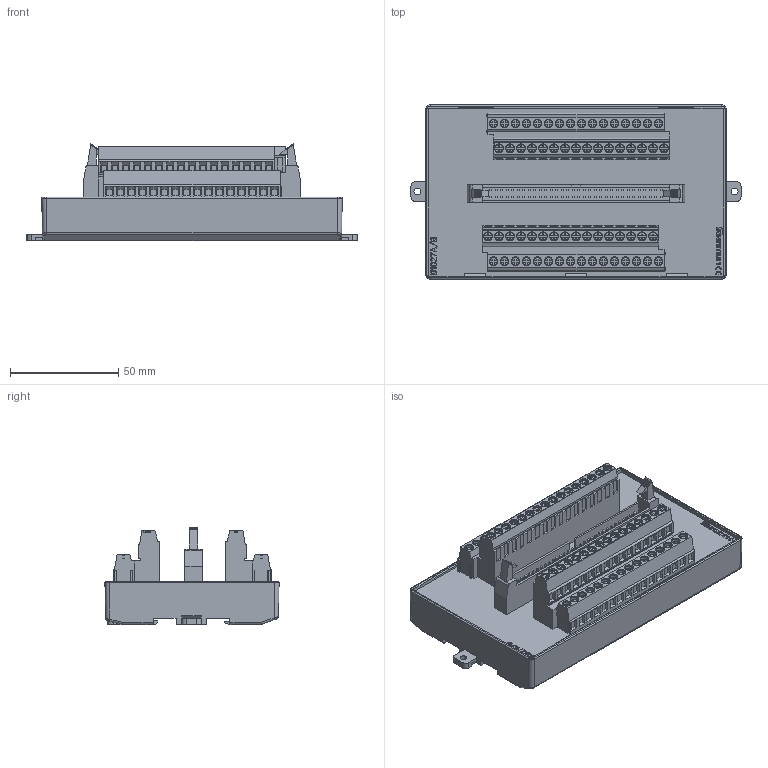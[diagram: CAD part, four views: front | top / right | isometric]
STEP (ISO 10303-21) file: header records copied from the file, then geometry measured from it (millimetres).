
FILE_DESCRIPTION(/* description */ (''),/* implementation_level */ '2;1');
FILE_NAME(/* name */ 'D1027A_B-E.stp',/* time_stamp */ '2024-08-08T10:26:25+08:00',/* author */ (''),/* organization */ (''),/* preprocessor_version */ 'ST-DEVELOPER v14',/* originating_system */ 'SIEMENS PLM Software NX 8.0',/* authorisation */ '');
FILE_SCHEMA (('AUTOMOTIVE_DESIGN { 1 0 10303 214 3 1 1 1 }'));
Products named in the file (1): D1027A_B-E 3D_stp
Bounding box: 152.4 x 80.4 x 44.79 mm (x, y, z)
Volume: 253440.3 mm3; surface area: 53385.9 mm2
Topology: 3 solids, 3 shells, 2859 faces, 7458 edges, 4897 vertices
Faces by surface type: plane 2143, cylinder 311, torus 224, cone 152, extrusion 19, bspline 10
Full cylindrical faces by diameter (mm): 3.2 x2, 4.1 x24, 4.13 x40
Entity records: 91138 total; most frequent: CARTESIAN_POINT 21187, ORIENTED_EDGE 14628, DIRECTION 13212, EDGE_CURVE 7314, VECTOR 5606, LINE 5587, VERTEX_POINT 4853, AXIS2_PLACEMENT_3D 3803
